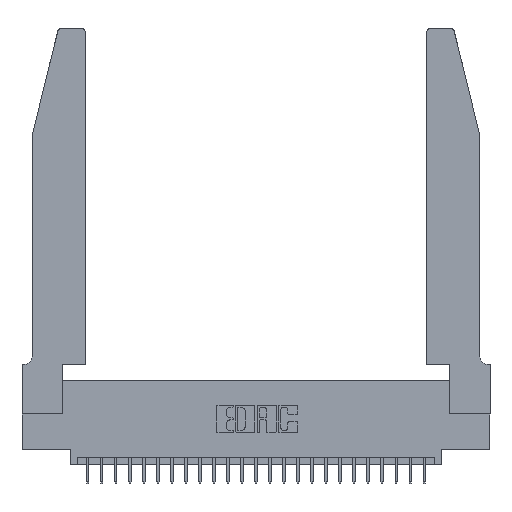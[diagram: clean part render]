
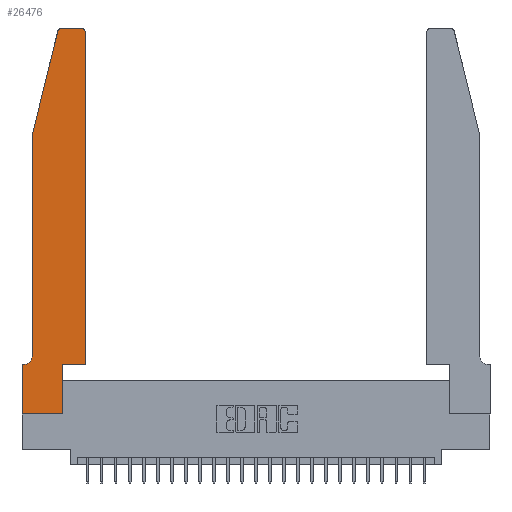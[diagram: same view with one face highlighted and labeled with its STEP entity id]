
A CAD part, top view. The second image highlights one B-rep face of the part: STEP entity #26476.
In plain terms, the highlighted planar face has unit normal (0, 0, 1).
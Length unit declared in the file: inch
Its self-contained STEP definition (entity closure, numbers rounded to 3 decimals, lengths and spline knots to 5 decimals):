
#416 = CIRCLE ( 'NONE', #17822, 0.03 ) ;
#1147 = EDGE_CURVE ( 'NONE', #13682, #20836, #5263, .T. ) ;
#1294 = LINE ( 'NONE', #14107, #22101 ) ;
#1712 = DIRECTION ( 'NONE',  ( 0., -1., 0. ) ) ;
#1929 = CARTESIAN_POINT ( 'NONE',  ( 0.4505, 0.35, 0.37 ) ) ;
#2231 = VECTOR ( 'NONE', #23310, 39.37008 ) ;
#2545 = ORIENTED_EDGE ( 'NONE', *, *, #8191, .T. ) ;
#2716 = ORIENTED_EDGE ( 'NONE', *, *, #24157, .T. ) ;
#2767 = VERTEX_POINT ( 'NONE', #22539 ) ;
#3199 = CARTESIAN_POINT ( 'NONE',  ( 0.4205, 2.75, 0.37 ) ) ;
#3470 = DIRECTION ( 'NONE',  ( -1., 0., 0. ) ) ;
#3737 = LINE ( 'NONE', #7699, #14814 ) ;
#4009 = VECTOR ( 'NONE', #5659, 39.37008 ) ;
#4027 = DIRECTION ( 'NONE',  ( 0., 0., -1. ) ) ;
#4043 = VECTOR ( 'NONE', #7429, 39.37008 ) ;
#5263 = LINE ( 'NONE', #23814, #5903 ) ;
#5332 = AXIS2_PLACEMENT_3D ( 'NONE', #21338, #24436, #18301 ) ;
#5659 = DIRECTION ( 'NONE',  ( 1., 0., 0. ) ) ;
#5903 = VECTOR ( 'NONE', #9384, 39.37008 ) ;
#5929 = LINE ( 'NONE', #14227, #4009 ) ;
#6159 = EDGE_CURVE ( 'NONE', #18280, #13682, #416, .T. ) ;
#6364 = AXIS2_PLACEMENT_3D ( 'NONE', #12244, #26799, #21093 ) ;
#6811 = DIRECTION ( 'NONE',  ( 0., 1., 0. ) ) ;
#7162 = ORIENTED_EDGE ( 'NONE', *, *, #11938, .T. ) ;
#7429 = DIRECTION ( 'NONE',  ( 0., 1., 0. ) ) ;
#7488 = ORIENTED_EDGE ( 'NONE', *, *, #1147, .T. ) ;
#7699 = CARTESIAN_POINT ( 'NONE',  ( 0.2605, 2.75, 0.37 ) ) ;
#7992 = CARTESIAN_POINT ( 'NONE',  ( 0., 0., 0.37 ) ) ;
#7998 = CARTESIAN_POINT ( 'NONE',  ( 0.25487, 2.72718, 0.37 ) ) ;
#8021 = VERTEX_POINT ( 'NONE', #3199 ) ;
#8191 = EDGE_CURVE ( 'NONE', #8021, #18280, #3737, .T. ) ;
#8393 = ORIENTED_EDGE ( 'NONE', *, *, #9081, .T. ) ;
#8397 = CARTESIAN_POINT ( 'NONE',  ( 0.0055, 0.42, 0.37 ) ) ;
#8944 = ORIENTED_EDGE ( 'NONE', *, *, #6159, .T. ) ;
#9081 = EDGE_CURVE ( 'NONE', #26123, #2767, #5929, .T. ) ;
#9384 = DIRECTION ( 'NONE',  ( -0.239, -0.971, 0. ) ) ;
#9490 = PLANE ( 'NONE',  #5332 ) ;
#9512 = CARTESIAN_POINT ( 'NONE',  ( 0.4505, 2.72, 0.37 ) ) ;
#9940 = DIRECTION ( 'NONE',  ( 0., -1., 0. ) ) ;
#10061 = VERTEX_POINT ( 'NONE', #11301 ) ;
#10260 = VERTEX_POINT ( 'NONE', #9512 ) ;
#10278 = EDGE_CURVE ( 'NONE', #20472, #10522, #13153, .T. ) ;
#10522 = VERTEX_POINT ( 'NONE', #15231 ) ;
#10552 = EDGE_CURVE ( 'NONE', #2767, #10061, #25452, .T. ) ;
#11301 = CARTESIAN_POINT ( 'NONE',  ( 0.2865, 0.35, 0.37 ) ) ;
#11320 = ORIENTED_EDGE ( 'NONE', *, *, #24476, .T. ) ;
#11938 = EDGE_CURVE ( 'NONE', #16074, #10260, #25819, .T. ) ;
#12244 = CARTESIAN_POINT ( 'NONE',  ( 0.4205, 2.72, 0.37 ) ) ;
#13153 = CIRCLE ( 'NONE', #21815, 0.07 ) ;
#13682 = VERTEX_POINT ( 'NONE', #7998 ) ;
#14107 = CARTESIAN_POINT ( 'NONE',  ( 0.0755, 2., 0.37 ) ) ;
#14227 = CARTESIAN_POINT ( 'NONE',  ( 0., 0., 0.37 ) ) ;
#14626 = DIRECTION ( 'NONE',  ( -1., 0., 0. ) ) ;
#14702 = CARTESIAN_POINT ( 'NONE',  ( 0.0755, 0.35, 0.37 ) ) ;
#14814 = VECTOR ( 'NONE', #3470, 39.37008 ) ;
#15101 = LINE ( 'NONE', #14702, #2231 ) ;
#15168 = DIRECTION ( 'NONE',  ( 1., 0., 0. ) ) ;
#15231 = CARTESIAN_POINT ( 'NONE',  ( 0.0055, 0.35, 0.37 ) ) ;
#15462 = ORIENTED_EDGE ( 'NONE', *, *, #16652, .T. ) ;
#15463 = CARTESIAN_POINT ( 'NONE',  ( 0.4505, 0.35, 0.37 ) ) ;
#16074 = VERTEX_POINT ( 'NONE', #22609 ) ;
#16652 = EDGE_CURVE ( 'NONE', #10260, #8021, #19419, .T. ) ;
#16714 = CARTESIAN_POINT ( 'NONE',  ( 0.0755, 0.42, 0.37 ) ) ;
#17023 = CARTESIAN_POINT ( 'NONE',  ( 0.2865, 0.35, 0.37 ) ) ;
#17026 = ORIENTED_EDGE ( 'NONE', *, *, #25303, .T. ) ;
#17822 = AXIS2_PLACEMENT_3D ( 'NONE', #19425, #25795, #15168 ) ;
#17924 = VECTOR ( 'NONE', #18140, 39.37008 ) ;
#18067 = ORIENTED_EDGE ( 'NONE', *, *, #18290, .T. ) ;
#18140 = DIRECTION ( 'NONE',  ( 1., 0., 0. ) ) ;
#18280 = VERTEX_POINT ( 'NONE', #26228 ) ;
#18290 = EDGE_CURVE ( 'NONE', #20836, #20472, #1294, .T. ) ;
#18301 = DIRECTION ( 'NONE',  ( 1., 0., 0. ) ) ;
#18886 = CARTESIAN_POINT ( 'NONE',  ( 0., 0.35, 0.37 ) ) ;
#19255 = VECTOR ( 'NONE', #6811, 39.37008 ) ;
#19419 = CIRCLE ( 'NONE', #6364, 0.03 ) ;
#19425 = CARTESIAN_POINT ( 'NONE',  ( 0.284, 2.72, 0.37 ) ) ;
#19784 = ORIENTED_EDGE ( 'NONE', *, *, #10552, .T. ) ;
#20148 = LINE ( 'NONE', #20414, #20506 ) ;
#20414 = CARTESIAN_POINT ( 'NONE',  ( 0., 0., 0.37 ) ) ;
#20472 = VERTEX_POINT ( 'NONE', #16714 ) ;
#20506 = VECTOR ( 'NONE', #9940, 39.37008 ) ;
#20836 = VERTEX_POINT ( 'NONE', #24861 ) ;
#21093 = DIRECTION ( 'NONE',  ( 1., 0., 0. ) ) ;
#21338 = CARTESIAN_POINT ( 'NONE',  ( 0., 0.35, 0.37 ) ) ;
#21551 = EDGE_LOOP ( 'NONE', ( #2545, #8944, #7488, #18067, #24346, #2716, #11320, #8393, #19784, #17026, #7162, #15462 ) ) ;
#21815 = AXIS2_PLACEMENT_3D ( 'NONE', #8397, #4027, #14626 ) ;
#22101 = VECTOR ( 'NONE', #1712, 39.37008 ) ;
#22539 = CARTESIAN_POINT ( 'NONE',  ( 0.2865, 0., 0.37 ) ) ;
#22609 = CARTESIAN_POINT ( 'NONE',  ( 0.4505, 0.35, 0.37 ) ) ;
#23310 = DIRECTION ( 'NONE',  ( -1., 0., 0. ) ) ;
#23372 = FACE_OUTER_BOUND ( 'NONE', #21551, .T. ) ;
#23814 = CARTESIAN_POINT ( 'NONE',  ( 0.0755, 2., 0.37 ) ) ;
#24157 = EDGE_CURVE ( 'NONE', #10522, #26279, #15101, .T. ) ;
#24346 = ORIENTED_EDGE ( 'NONE', *, *, #10278, .T. ) ;
#24436 = DIRECTION ( 'NONE',  ( 0., 0., 1. ) ) ;
#24476 = EDGE_CURVE ( 'NONE', #26279, #26123, #20148, .T. ) ;
#24670 = LINE ( 'NONE', #1929, #17924 ) ;
#24861 = CARTESIAN_POINT ( 'NONE',  ( 0.0755, 2., 0.37 ) ) ;
#25303 = EDGE_CURVE ( 'NONE', #10061, #16074, #24670, .T. ) ;
#25452 = LINE ( 'NONE', #17023, #19255 ) ;
#25795 = DIRECTION ( 'NONE',  ( 0., 0., 1. ) ) ;
#25819 = LINE ( 'NONE', #15463, #4043 ) ;
#26123 = VERTEX_POINT ( 'NONE', #7992 ) ;
#26228 = CARTESIAN_POINT ( 'NONE',  ( 0.284, 2.75, 0.37 ) ) ;
#26279 = VERTEX_POINT ( 'NONE', #18886 ) ;
#26476 = ADVANCED_FACE ( 'NONE', ( #23372 ), #9490, .T. ) ;
#26799 = DIRECTION ( 'NONE',  ( 0., 0., 1. ) ) ;
